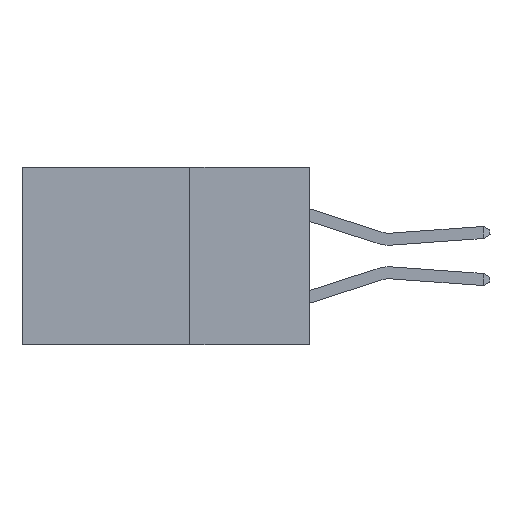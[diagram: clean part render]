
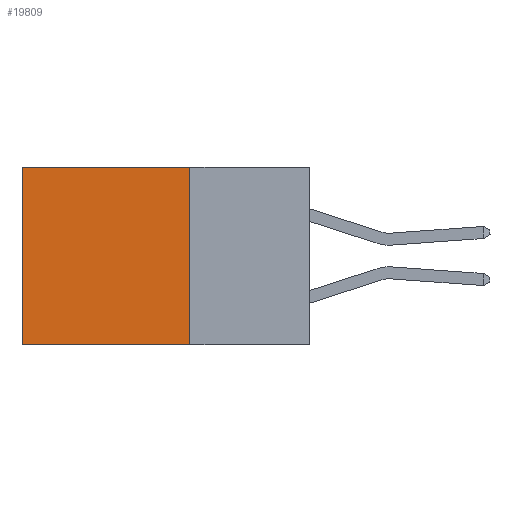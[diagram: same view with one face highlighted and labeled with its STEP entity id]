
A CAD part, left-side view. The second image highlights one B-rep face of the part: STEP entity #19809.
In plain terms, the highlighted planar face has unit normal (-1, 0, 0).
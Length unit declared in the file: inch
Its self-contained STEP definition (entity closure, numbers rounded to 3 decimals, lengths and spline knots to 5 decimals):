
#3 = VERTEX_POINT ( 'NONE', #1383 ) ;
#57 = CARTESIAN_POINT ( 'NONE',  ( 0.2615, 0.25, -0.37 ) ) ;
#1383 = CARTESIAN_POINT ( 'NONE',  ( 0.2615, 0.6, 0. ) ) ;
#1809 = ORIENTED_EDGE ( 'NONE', *, *, #15711, .T. ) ;
#2068 = CARTESIAN_POINT ( 'NONE',  ( 0.2615, 0.6, -0.37 ) ) ;
#4374 = VERTEX_POINT ( 'NONE', #21918 ) ;
#4494 = FACE_OUTER_BOUND ( 'NONE', #6175, .T. ) ;
#5178 = LINE ( 'NONE', #57, #19662 ) ;
#6175 = EDGE_LOOP ( 'NONE', ( #13062, #15592, #15322, #1809 ) ) ;
#6216 = VERTEX_POINT ( 'NONE', #12336 ) ;
#6244 = EDGE_CURVE ( 'NONE', #6216, #16167, #5178, .T. ) ;
#6744 = LINE ( 'NONE', #10092, #17754 ) ;
#7326 = DIRECTION ( 'NONE',  ( 0., 1., 0. ) ) ;
#7763 = LINE ( 'NONE', #2068, #12845 ) ;
#9628 = DIRECTION ( 'NONE',  ( 0., 0., -1. ) ) ;
#9784 = CARTESIAN_POINT ( 'NONE',  ( 0.2615, 0.25, 0. ) ) ;
#10092 = CARTESIAN_POINT ( 'NONE',  ( 0.2615, 0.25, -0.37 ) ) ;
#10132 = LINE ( 'NONE', #9784, #12531 ) ;
#10317 = CARTESIAN_POINT ( 'NONE',  ( 0.2615, 0.6, -0.37 ) ) ;
#11001 = EDGE_CURVE ( 'NONE', #4374, #6216, #6744, .T. ) ;
#11768 = PLANE ( 'NONE',  #13775 ) ;
#11889 = EDGE_CURVE ( 'NONE', #3, #16167, #7763, .T. ) ;
#12336 = CARTESIAN_POINT ( 'NONE',  ( 0.2615, 0.25, -0.37 ) ) ;
#12531 = VECTOR ( 'NONE', #13350, 39.37008 ) ;
#12845 = VECTOR ( 'NONE', #16933, 39.37008 ) ;
#13062 = ORIENTED_EDGE ( 'NONE', *, *, #11889, .T. ) ;
#13350 = DIRECTION ( 'NONE',  ( 0., 1., 0. ) ) ;
#13775 = AXIS2_PLACEMENT_3D ( 'NONE', #15099, #17123, #9628 ) ;
#15099 = CARTESIAN_POINT ( 'NONE',  ( 0.2615, 0.25, -0.37 ) ) ;
#15322 = ORIENTED_EDGE ( 'NONE', *, *, #11001, .F. ) ;
#15592 = ORIENTED_EDGE ( 'NONE', *, *, #6244, .F. ) ;
#15675 = DIRECTION ( 'NONE',  ( 0., 0., -1. ) ) ;
#15711 = EDGE_CURVE ( 'NONE', #4374, #3, #10132, .T. ) ;
#16167 = VERTEX_POINT ( 'NONE', #10317 ) ;
#16933 = DIRECTION ( 'NONE',  ( 0., 0., -1. ) ) ;
#17123 = DIRECTION ( 'NONE',  ( 1., 0., 0. ) ) ;
#17754 = VECTOR ( 'NONE', #15675, 39.37008 ) ;
#19662 = VECTOR ( 'NONE', #7326, 39.37008 ) ;
#19809 = ADVANCED_FACE ( 'NONE', ( #4494 ), #11768, .F. ) ;
#21918 = CARTESIAN_POINT ( 'NONE',  ( 0.2615, 0.25, 0. ) ) ;
